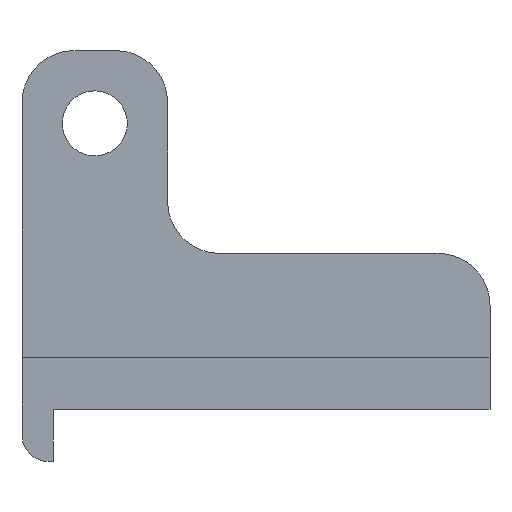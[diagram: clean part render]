
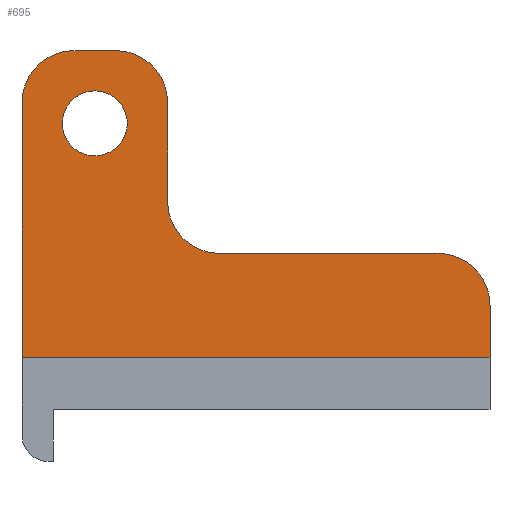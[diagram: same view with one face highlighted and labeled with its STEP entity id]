
A CAD part, front view. The second image highlights one B-rep face of the part: STEP entity #695.
In plain terms, the highlighted planar face has unit normal (0, -1, 0).
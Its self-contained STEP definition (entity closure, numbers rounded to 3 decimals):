
#11 = EDGE_CURVE ( 'NONE', #1248, #1101, #672, .T. ) ;
#33 = EDGE_CURVE ( 'NONE', #1115, #1101, #684, .T. ) ;
#50 = EDGE_CURVE ( 'NONE', #1115, #1098, #673, .T. ) ;
#66 = EDGE_CURVE ( 'NONE', #687, #1098, #652, .T. ) ;
#67 = DIRECTION ( 'NONE',  ( 0., 0., -1. ) ) ;
#80 = EDGE_LOOP ( 'NONE', ( #1080, #1001, #1004, #970, #974, #976, #981, #982, #987, #990 ) ) ;
#84 = EDGE_CURVE ( 'NONE', #687, #1233, #649, .T. ) ;
#93 = DIRECTION ( 'NONE',  ( 0., -1., 0. ) ) ;
#101 = CARTESIAN_POINT ( 'NONE',  ( -2.944, 2.235, 33.286 ) ) ;
#102 = CARTESIAN_POINT ( 'NONE',  ( 2.056, 2.235, 33.286 ) ) ;
#111 = CARTESIAN_POINT ( 'NONE',  ( -16.944, 2.235, 18.286 ) ) ;
#116 = EDGE_CURVE ( 'NONE', #1233, #1007, #636, .T. ) ;
#134 = EDGE_CURVE ( 'NONE', #1007, #714, #631, .T. ) ;
#155 = EDGE_CURVE ( 'NONE', #1208, #714, #615, .T. ) ;
#177 = AXIS2_PLACEMENT_3D ( 'NONE', #936, #932, #928 ) ;
#181 = EDGE_CURVE ( 'NONE', #925, #731, #609, .T. ) ;
#217 = EDGE_LOOP ( 'NONE', ( #996, #999 ) ) ;
#237 = CARTESIAN_POINT ( 'NONE',  ( 23.056, 2.235, 28.286 ) ) ;
#253 = EDGE_CURVE ( 'NONE', #1208, #750, #578, .T. ) ;
#267 = CIRCLE ( 'NONE', #534, 3.125 ) ;
#365 = CARTESIAN_POINT ( 'NONE',  ( -7.944, 2.235, 47.786 ) ) ;
#393 = CARTESIAN_POINT ( 'NONE',  ( -2.944, 2.235, 42.786 ) ) ;
#412 = CARTESIAN_POINT ( 'NONE',  ( -11.944, 2.235, 47.786 ) ) ;
#413 = FACE_BOUND ( 'NONE', #217, .T. ) ;
#438 = FACE_OUTER_BOUND ( 'NONE', #80, .T. ) ;
#462 = EDGE_CURVE ( 'NONE', #1248, #750, #502, .T. ) ;
#497 = DIRECTION ( 'NONE',  ( 0., 1., 0. ) ) ;
#502 = CIRCLE ( 'NONE', #551, 5. ) ;
#503 = CARTESIAN_POINT ( 'NONE',  ( -2.944, 2.235, 28.286 ) ) ;
#534 = AXIS2_PLACEMENT_3D ( 'NONE', #586, #582, #579 ) ;
#538 = DIRECTION ( 'NONE',  ( -1., 0., 0. ) ) ;
#551 = AXIS2_PLACEMENT_3D ( 'NONE', #102, #93, #67 ) ;
#557 = CARTESIAN_POINT ( 'NONE',  ( 28.056, 2.235, 18.286 ) ) ;
#576 = VECTOR ( 'NONE', #538, 1000. ) ;
#578 = LINE ( 'NONE', #503, #576 ) ;
#579 = DIRECTION ( 'NONE',  ( 0., 0., 1. ) ) ;
#581 = AXIS2_PLACEMENT_3D ( 'NONE', #624, #617, #603 ) ;
#582 = DIRECTION ( 'NONE',  ( 0., -1., 0. ) ) ;
#586 = CARTESIAN_POINT ( 'NONE',  ( -9.944, 2.235, 40.786 ) ) ;
#603 = DIRECTION ( 'NONE',  ( 0., 0., 1. ) ) ;
#609 = CIRCLE ( 'NONE', #581, 3.125 ) ;
#615 = CIRCLE ( 'NONE', #661, 5. ) ;
#617 = DIRECTION ( 'NONE',  ( 0., -1., 0. ) ) ;
#624 = CARTESIAN_POINT ( 'NONE',  ( -9.944, 2.235, 40.786 ) ) ;
#627 = VECTOR ( 'NONE', #773, 1000. ) ;
#631 = LINE ( 'NONE', #742, #627 ) ;
#633 = VECTOR ( 'NONE', #842, 1000. ) ;
#635 = CARTESIAN_POINT ( 'NONE',  ( 23.056, 2.235, 23.286 ) ) ;
#636 = LINE ( 'NONE', #829, #645 ) ;
#645 = VECTOR ( 'NONE', #815, 1000. ) ;
#649 = LINE ( 'NONE', #1040, #633 ) ;
#652 = CIRCLE ( 'NONE', #705, 5. ) ;
#657 = VECTOR ( 'NONE', #826, 1000. ) ;
#661 = AXIS2_PLACEMENT_3D ( 'NONE', #635, #727, #728 ) ;
#671 = VECTOR ( 'NONE', #1048, 1000. ) ;
#672 = LINE ( 'NONE', #931, #671 ) ;
#673 = LINE ( 'NONE', #1087, #657 ) ;
#684 = CIRCLE ( 'NONE', #805, 5. ) ;
#687 = VERTEX_POINT ( 'NONE', #948 ) ;
#691 = CARTESIAN_POINT ( 'NONE',  ( -9.944, 2.235, 37.661 ) ) ;
#695 = ADVANCED_FACE ( 'NONE', ( #438, #413 ), #949, .T. ) ;
#705 = AXIS2_PLACEMENT_3D ( 'NONE', #1220, #1137, #1091 ) ;
#714 = VERTEX_POINT ( 'NONE', #899 ) ;
#727 = DIRECTION ( 'NONE',  ( 0., 1., 0. ) ) ;
#728 = DIRECTION ( 'NONE',  ( 0., 0., -1. ) ) ;
#731 = VERTEX_POINT ( 'NONE', #886 ) ;
#742 = CARTESIAN_POINT ( 'NONE',  ( 28.056, 2.235, 28.286 ) ) ;
#750 = VERTEX_POINT ( 'NONE', #863 ) ;
#773 = DIRECTION ( 'NONE',  ( 0., 0., 1. ) ) ;
#805 = AXIS2_PLACEMENT_3D ( 'NONE', #915, #497, #1061 ) ;
#815 = DIRECTION ( 'NONE',  ( 1., 0., 0. ) ) ;
#826 = DIRECTION ( 'NONE',  ( -1., 0., 0. ) ) ;
#829 = CARTESIAN_POINT ( 'NONE',  ( -16.944, 2.235, 18.286 ) ) ;
#842 = DIRECTION ( 'NONE',  ( 0., 0., -1. ) ) ;
#863 = CARTESIAN_POINT ( 'NONE',  ( 2.056, 2.235, 28.286 ) ) ;
#886 = CARTESIAN_POINT ( 'NONE',  ( -9.944, 2.235, 43.911 ) ) ;
#899 = CARTESIAN_POINT ( 'NONE',  ( 28.056, 2.235, 23.286 ) ) ;
#915 = CARTESIAN_POINT ( 'NONE',  ( -7.944, 2.235, 42.786 ) ) ;
#925 = VERTEX_POINT ( 'NONE', #691 ) ;
#928 = DIRECTION ( 'NONE',  ( 0., 0., -1. ) ) ;
#931 = CARTESIAN_POINT ( 'NONE',  ( -2.944, 2.235, 47.786 ) ) ;
#932 = DIRECTION ( 'NONE',  ( 0., -1., 0. ) ) ;
#936 = CARTESIAN_POINT ( 'NONE',  ( 28.056, 2.235, 13.286 ) ) ;
#948 = CARTESIAN_POINT ( 'NONE',  ( -16.944, 2.235, 42.786 ) ) ;
#949 = PLANE ( 'NONE',  #177 ) ;
#970 = ORIENTED_EDGE ( 'NONE', *, *, #33, .F. ) ;
#974 = ORIENTED_EDGE ( 'NONE', *, *, #50, .T. ) ;
#976 = ORIENTED_EDGE ( 'NONE', *, *, #66, .F. ) ;
#977 = EDGE_CURVE ( 'NONE', #731, #925, #267, .T. ) ;
#981 = ORIENTED_EDGE ( 'NONE', *, *, #84, .T. ) ;
#982 = ORIENTED_EDGE ( 'NONE', *, *, #116, .T. ) ;
#987 = ORIENTED_EDGE ( 'NONE', *, *, #134, .T. ) ;
#990 = ORIENTED_EDGE ( 'NONE', *, *, #155, .F. ) ;
#996 = ORIENTED_EDGE ( 'NONE', *, *, #181, .F. ) ;
#999 = ORIENTED_EDGE ( 'NONE', *, *, #977, .F. ) ;
#1001 = ORIENTED_EDGE ( 'NONE', *, *, #462, .F. ) ;
#1004 = ORIENTED_EDGE ( 'NONE', *, *, #11, .T. ) ;
#1007 = VERTEX_POINT ( 'NONE', #557 ) ;
#1040 = CARTESIAN_POINT ( 'NONE',  ( -16.944, 2.235, 13.286 ) ) ;
#1048 = DIRECTION ( 'NONE',  ( 0., 0., 1. ) ) ;
#1061 = DIRECTION ( 'NONE',  ( 0., 0., -1. ) ) ;
#1080 = ORIENTED_EDGE ( 'NONE', *, *, #253, .T. ) ;
#1087 = CARTESIAN_POINT ( 'NONE',  ( -16.944, 2.235, 47.786 ) ) ;
#1091 = DIRECTION ( 'NONE',  ( 0., 0., -1. ) ) ;
#1098 = VERTEX_POINT ( 'NONE', #412 ) ;
#1101 = VERTEX_POINT ( 'NONE', #393 ) ;
#1115 = VERTEX_POINT ( 'NONE', #365 ) ;
#1137 = DIRECTION ( 'NONE',  ( 0., 1., 0. ) ) ;
#1208 = VERTEX_POINT ( 'NONE', #237 ) ;
#1220 = CARTESIAN_POINT ( 'NONE',  ( -11.944, 2.235, 42.786 ) ) ;
#1233 = VERTEX_POINT ( 'NONE', #111 ) ;
#1248 = VERTEX_POINT ( 'NONE', #101 ) ;
